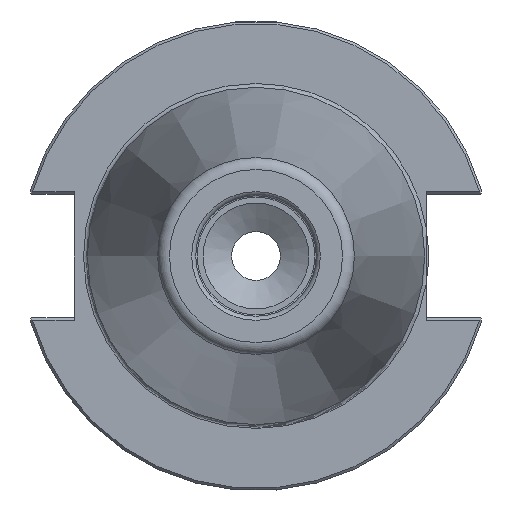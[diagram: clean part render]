
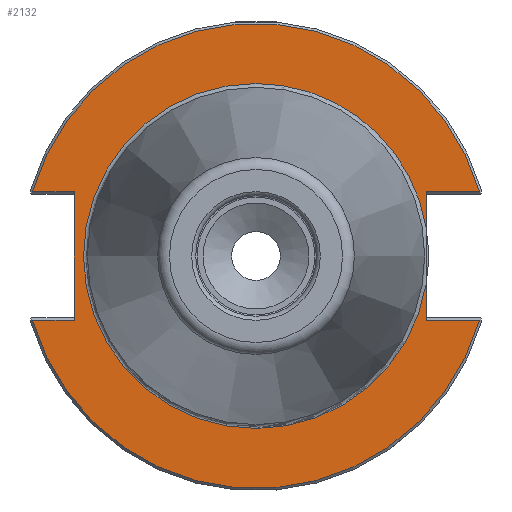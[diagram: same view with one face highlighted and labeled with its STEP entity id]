
A CAD part, left-side view. The second image highlights one B-rep face of the part: STEP entity #2132.
In plain terms, the highlighted planar face has unit normal (-1, 0, 0).
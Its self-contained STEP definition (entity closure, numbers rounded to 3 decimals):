
#124=PLANE('',#2324);
#177=LINE('',#3357,#285);
#181=LINE('',#3365,#289);
#182=LINE('',#3369,#290);
#183=LINE('',#3371,#291);
#184=LINE('',#3373,#292);
#185=LINE('',#3377,#293);
#186=LINE('',#3379,#294);
#285=VECTOR('',#2698,10.);
#289=VECTOR('',#2704,10.);
#290=VECTOR('',#2707,10.);
#291=VECTOR('',#2708,10.);
#292=VECTOR('',#2709,10.);
#293=VECTOR('',#2712,10.);
#294=VECTOR('',#2713,10.);
#428=FACE_OUTER_BOUND('',#547,.T.);
#547=EDGE_LOOP('',(#1537,#1538,#1539,#1540,#1541,#1542,#1543,#1544,#1545,
#1546,#1547));
#705=CIRCLE('',#2325,48.25);
#706=CIRCLE('',#2326,48.25);
#707=CIRCLE('',#2327,35.8);
#708=CIRCLE('',#2328,35.8);
#871=VERTEX_POINT('',#3352);
#872=VERTEX_POINT('',#3356);
#875=VERTEX_POINT('',#3364);
#876=VERTEX_POINT('',#3366);
#877=VERTEX_POINT('',#3368);
#878=VERTEX_POINT('',#3370);
#879=VERTEX_POINT('',#3372);
#880=VERTEX_POINT('',#3374);
#881=VERTEX_POINT('',#3376);
#882=VERTEX_POINT('',#3378);
#883=VERTEX_POINT('',#3380);
#1128=EDGE_CURVE('',#871,#872,#177,.T.);
#1132=EDGE_CURVE('',#875,#872,#181,.T.);
#1133=EDGE_CURVE('',#876,#871,#705,.T.);
#1134=EDGE_CURVE('',#877,#876,#182,.T.);
#1135=EDGE_CURVE('',#877,#878,#183,.T.);
#1136=EDGE_CURVE('',#879,#878,#184,.T.);
#1137=EDGE_CURVE('',#880,#879,#706,.T.);
#1138=EDGE_CURVE('',#881,#880,#185,.T.);
#1139=EDGE_CURVE('',#881,#882,#186,.T.);
#1140=EDGE_CURVE('',#882,#883,#707,.T.);
#1141=EDGE_CURVE('',#883,#875,#708,.T.);
#1537=ORIENTED_EDGE('',*,*,#1132,.T.);
#1538=ORIENTED_EDGE('',*,*,#1128,.F.);
#1539=ORIENTED_EDGE('',*,*,#1133,.F.);
#1540=ORIENTED_EDGE('',*,*,#1134,.F.);
#1541=ORIENTED_EDGE('',*,*,#1135,.T.);
#1542=ORIENTED_EDGE('',*,*,#1136,.F.);
#1543=ORIENTED_EDGE('',*,*,#1137,.F.);
#1544=ORIENTED_EDGE('',*,*,#1138,.F.);
#1545=ORIENTED_EDGE('',*,*,#1139,.T.);
#1546=ORIENTED_EDGE('',*,*,#1140,.T.);
#1547=ORIENTED_EDGE('',*,*,#1141,.T.);
#2132=ADVANCED_FACE('',(#428),#124,.T.);
#2324=AXIS2_PLACEMENT_3D('',#3363,#2702,#2703);
#2325=AXIS2_PLACEMENT_3D('',#3367,#2705,#2706);
#2326=AXIS2_PLACEMENT_3D('',#3375,#2710,#2711);
#2327=AXIS2_PLACEMENT_3D('',#3381,#2714,#2715);
#2328=AXIS2_PLACEMENT_3D('',#3382,#2716,#2717);
#2698=DIRECTION('',(0.,1.,0.));
#2702=DIRECTION('center_axis',(-1.,0.,0.));
#2703=DIRECTION('ref_axis',(0.,0.,1.));
#2704=DIRECTION('',(0.,0.,1.));
#2705=DIRECTION('center_axis',(1.,0.,0.));
#2706=DIRECTION('ref_axis',(0.,0.,-1.));
#2707=DIRECTION('',(0.,1.,0.));
#2708=DIRECTION('',(0.,0.,-1.));
#2709=DIRECTION('',(0.,-1.,0.));
#2710=DIRECTION('center_axis',(1.,0.,0.));
#2711=DIRECTION('ref_axis',(0.,0.,-1.));
#2712=DIRECTION('',(0.,-1.,0.));
#2713=DIRECTION('',(0.,0.,1.));
#2714=DIRECTION('center_axis',(1.,0.,0.));
#2715=DIRECTION('ref_axis',(0.,0.,-1.));
#2716=DIRECTION('center_axis',(1.,0.,0.));
#2717=DIRECTION('ref_axis',(0.,0.,-1.));
#3352=CARTESIAN_POINT('',(1.5,-46.373,13.325));
#3356=CARTESIAN_POINT('',(1.5,-35.3,13.325));
#3357=CARTESIAN_POINT('',(1.5,6.475,13.325));
#3363=CARTESIAN_POINT('Origin',(1.5,48.25,0.));
#3364=CARTESIAN_POINT('',(1.5,-35.3,5.962));
#3365=CARTESIAN_POINT('',(1.5,-35.3,-6.413));
#3366=CARTESIAN_POINT('',(1.5,46.373,13.325));
#3367=CARTESIAN_POINT('Origin',(1.5,0.,
0.));
#3368=CARTESIAN_POINT('',(1.5,37.7,13.325));
#3369=CARTESIAN_POINT('',(1.5,61.395,13.325));
#3370=CARTESIAN_POINT('',(1.5,37.7,-13.325));
#3371=CARTESIAN_POINT('',(1.5,37.7,6.413));
#3372=CARTESIAN_POINT('',(1.5,46.373,-13.325));
#3373=CARTESIAN_POINT('',(1.5,42.975,-13.325));
#3374=CARTESIAN_POINT('',(1.5,-46.373,-13.325));
#3375=CARTESIAN_POINT('Origin',(1.5,0.,
0.));
#3376=CARTESIAN_POINT('',(1.5,-35.3,-13.325));
#3377=CARTESIAN_POINT('',(1.5,-13.707,-13.325));
#3378=CARTESIAN_POINT('',(1.5,-35.3,-5.962));
#3379=CARTESIAN_POINT('',(1.5,-35.3,-6.413));
#3380=CARTESIAN_POINT('',(1.5,0.,35.8));
#3381=CARTESIAN_POINT('Origin',(1.5,0.,
0.));
#3382=CARTESIAN_POINT('Origin',(1.5,0.,
0.));
